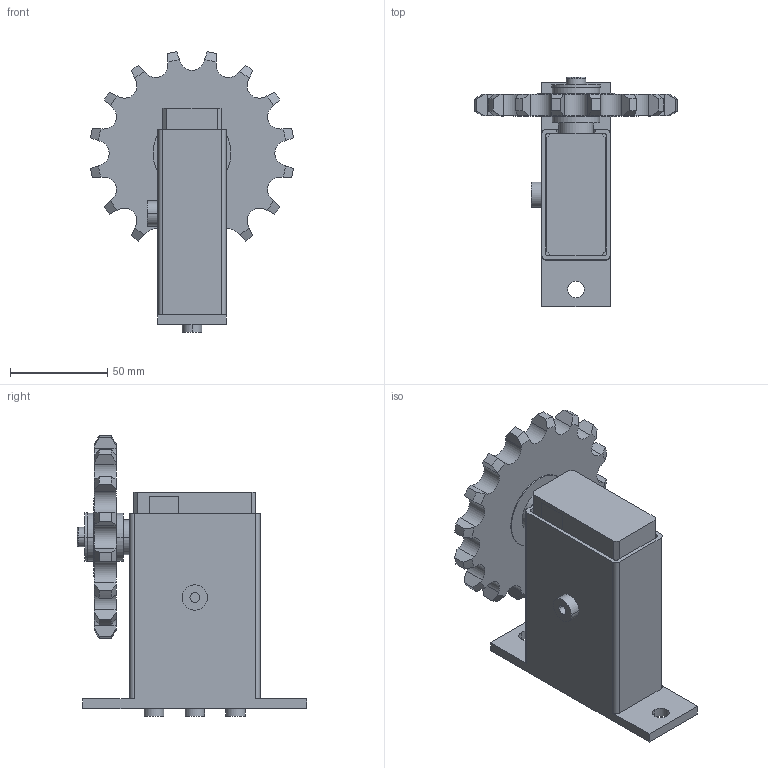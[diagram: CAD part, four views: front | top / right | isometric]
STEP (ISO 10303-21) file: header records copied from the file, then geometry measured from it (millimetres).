
FILE_DESCRIPTION(('STEP AP214'),'1');
FILE_NAME('cctmp_AC26F555-4A95-4D95-9E98-965DA5BF0A8D_2023_6_23_12_28_9_169..stp','2023-06-23T10:28:09',('Murtfeldt Kunststoffe GmbH & Co.KG'),('CADClick - www.CADClick.com'),'Spatial InterOp 3D',' ','unknown authorization');
FILE_SCHEMA(('AUTOMOTIVE_DESIGN'));
Length unit declared in the file: millimetre
Products named in the file (1): 1
Bounding box: 104.21 x 117.9 x 144.1 mm (x, y, z)
Volume: 313755.8 mm3; surface area: 91089.5 mm2
Topology: 5 solids, 7 shells, 232 faces, 595 edges, 392 vertices
Faces by surface type: plane 109, cylinder 81, cone 38, torus 4
Entity records: 8934 total; most frequent: CARTESIAN_POINT 1350, DIRECTION 1208, ORIENTED_EDGE 1186, EDGE_CURVE 593, AXIS2_PLACEMENT_3D 442, VERTEX_POINT 392, LINE 324, VECTOR 324
